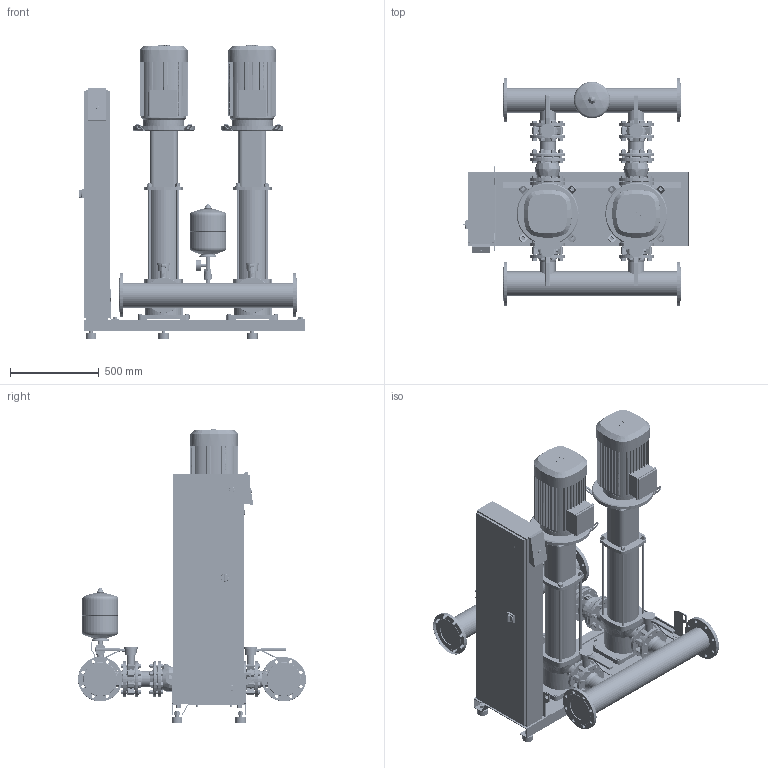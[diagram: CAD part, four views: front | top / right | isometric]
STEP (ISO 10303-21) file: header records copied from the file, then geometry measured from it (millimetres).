
FILE_DESCRIPTION((''),'2;1');
FILE_NAME('3d_SiBoostSmart2HELIXV5205_2-2540825.stp','2016-01-25T10:23:38',(''),(''),'Mechanical Desktop 2009','Mechanical Desktop 2009',', , ');
FILE_SCHEMA(('CONFIG_CONTROL_DESIGN'));
Length unit declared in the file: millimetre
Products named in the file (1): Product
Bounding box: 1280 x 1286 x 1654.2 mm (x, y, z)
Volume: 263859377.2 mm3; surface area: 15427579.3 mm2
Topology: 211 solids, 211 shells, 5532 faces, 13614 edges, 8777 vertices
Faces by surface type: bspline 2187, plane 1531, cylinder 1324, torus 266, cone 186, sphere 38
Entity records: 184664 total; most frequent: CARTESIAN_POINT 56950, ORIENTED_EDGE 27144, DIRECTION 25026, EDGE_CURVE 13572, VERTEX_POINT 8772, AXIS2_PLACEMENT_3D 8712, VECTOR 7602, LINE 7602
